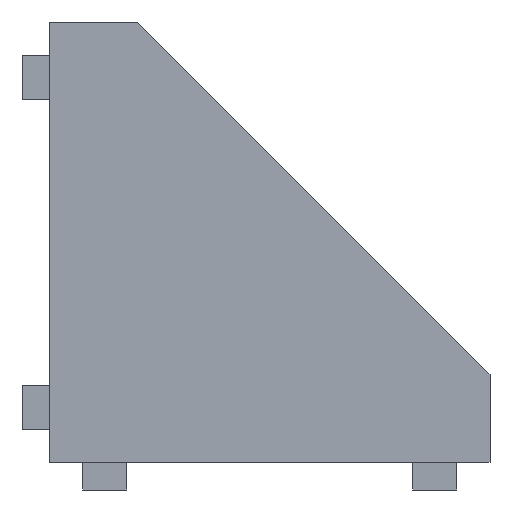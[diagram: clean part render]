
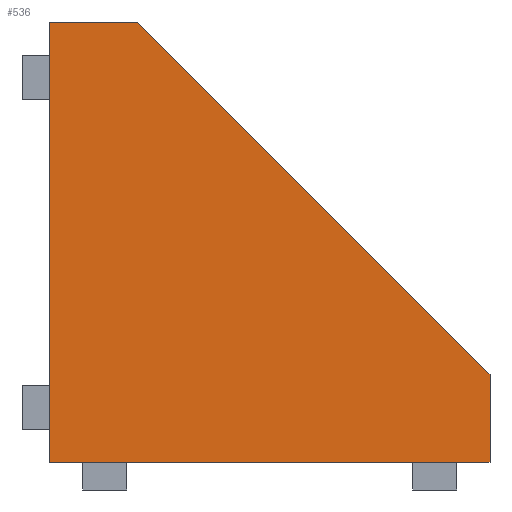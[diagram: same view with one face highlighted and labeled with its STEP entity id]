
A CAD part, front view. The second image highlights one B-rep face of the part: STEP entity #536.
In plain terms, the highlighted planar face has unit normal (0, -1, 0).
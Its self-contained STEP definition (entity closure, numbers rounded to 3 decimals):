
#24 = VERTEX_POINT('',#25);
#25 = CARTESIAN_POINT('',(0.,-40.,0.));
#31 = EDGE_CURVE('',#24,#32,#34,.T.);
#32 = VERTEX_POINT('',#33);
#33 = CARTESIAN_POINT('',(0.,-40.,20.));
#34 = LINE('',#35,#36);
#35 = CARTESIAN_POINT('',(0.,-40.,0.));
#36 = VECTOR('',#37,1.);
#37 = DIRECTION('',(0.,0.,1.));
#272 = VERTEX_POINT('',#273);
#273 = CARTESIAN_POINT('',(20.,-40.,0.));
#279 = EDGE_CURVE('',#272,#24,#280,.T.);
#280 = LINE('',#281,#282);
#281 = CARTESIAN_POINT('',(20.,-40.,0.));
#282 = VECTOR('',#283,1.);
#283 = DIRECTION('',(-1.,0.,0.));
#536 = ADVANCED_FACE('',(#537),#563,.F.);
#537 = FACE_BOUND('',#538,.F.);
#538 = EDGE_LOOP('',(#539,#540,#548,#556,#562));
#539 = ORIENTED_EDGE('',*,*,#31,.T.);
#540 = ORIENTED_EDGE('',*,*,#541,.T.);
#541 = EDGE_CURVE('',#32,#542,#544,.T.);
#542 = VERTEX_POINT('',#543);
#543 = CARTESIAN_POINT('',(4.,-40.,20.));
#544 = LINE('',#545,#546);
#545 = CARTESIAN_POINT('',(0.,-40.,20.));
#546 = VECTOR('',#547,1.);
#547 = DIRECTION('',(1.,0.,0.));
#548 = ORIENTED_EDGE('',*,*,#549,.T.);
#549 = EDGE_CURVE('',#542,#550,#552,.T.);
#550 = VERTEX_POINT('',#551);
#551 = CARTESIAN_POINT('',(20.,-40.,4.));
#552 = LINE('',#553,#554);
#553 = CARTESIAN_POINT('',(4.,-40.,20.));
#554 = VECTOR('',#555,1.);
#555 = DIRECTION('',(0.707,0.,-0.707));
#556 = ORIENTED_EDGE('',*,*,#557,.T.);
#557 = EDGE_CURVE('',#550,#272,#558,.T.);
#558 = LINE('',#559,#560);
#559 = CARTESIAN_POINT('',(20.,-40.,4.));
#560 = VECTOR('',#561,1.);
#561 = DIRECTION('',(0.,0.,-1.));
#562 = ORIENTED_EDGE('',*,*,#279,.T.);
#563 = PLANE('',#564);
#564 = AXIS2_PLACEMENT_3D('',#565,#566,#567);
#565 = CARTESIAN_POINT('',(7.922,-40.,7.922));
#566 = DIRECTION('',(0.,1.,0.));
#567 = DIRECTION('',(0.,0.,1.));
